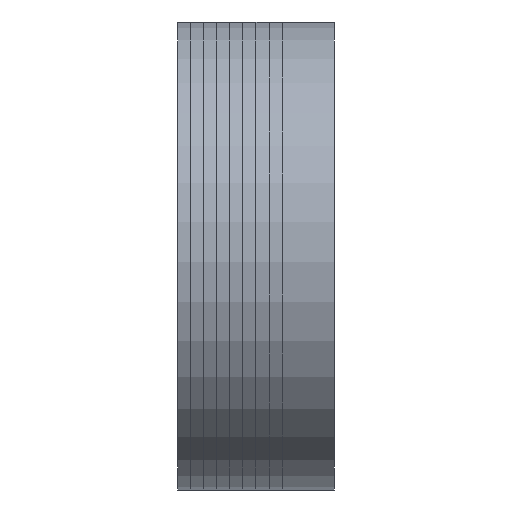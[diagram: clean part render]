
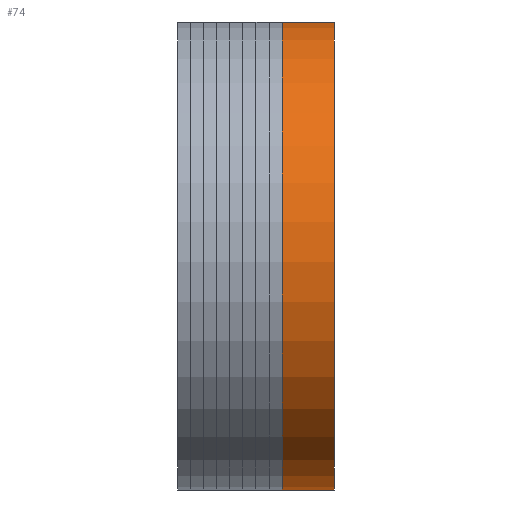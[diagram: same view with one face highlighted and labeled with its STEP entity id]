
A CAD part, left-side view. The second image highlights one B-rep face of the part: STEP entity #74.
In plain terms, the highlighted cylindrical face has radius 9 mm (diameter 18 mm), a partial arc.
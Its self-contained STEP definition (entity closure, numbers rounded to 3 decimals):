
#74 = ADVANCED_FACE ( 'NONE', ( #760 ), #2270, .T. ) ;
#115 = EDGE_CURVE ( 'NONE', #2319, #780, #2343, .T. ) ;
#125 = EDGE_CURVE ( 'NONE', #780, #2142, #1096, .T. ) ;
#189 = ORIENTED_EDGE ( 'NONE', *, *, #115, .T. ) ;
#320 = VECTOR ( 'NONE', #1122, 1000. ) ;
#410 = ORIENTED_EDGE ( 'NONE', *, *, #940, .F. ) ;
#571 = EDGE_LOOP ( 'NONE', ( #410, #1968, #189, #1402 ) ) ;
#580 = CARTESIAN_POINT ( 'NONE',  ( 0., 2., -9. ) ) ;
#629 = AXIS2_PLACEMENT_3D ( 'NONE', #1481, #1287, #1310 ) ;
#688 = CARTESIAN_POINT ( 'NONE',  ( -0.5, 0., 8.986 ) ) ;
#699 = VERTEX_POINT ( 'NONE', #2302 ) ;
#760 = FACE_OUTER_BOUND ( 'NONE', #571, .T. ) ;
#780 = VERTEX_POINT ( 'NONE', #688 ) ;
#938 = LINE ( 'NONE', #580, #1956 ) ;
#940 = EDGE_CURVE ( 'NONE', #699, #2142, #1442, .T. ) ;
#977 = CARTESIAN_POINT ( 'NONE',  ( 0., 0., -9. ) ) ;
#1096 = LINE ( 'NONE', #2071, #320 ) ;
#1121 = AXIS2_PLACEMENT_3D ( 'NONE', #2284, #2061, #2452 ) ;
#1122 = DIRECTION ( 'NONE',  ( 0., 1., 0. ) ) ;
#1287 = DIRECTION ( 'NONE',  ( 0., 1., 0. ) ) ;
#1299 = DIRECTION ( 'NONE',  ( 0., 0., -1. ) ) ;
#1310 = DIRECTION ( 'NONE',  ( 0., 0., 1. ) ) ;
#1402 = ORIENTED_EDGE ( 'NONE', *, *, #125, .T. ) ;
#1442 = CIRCLE ( 'NONE', #1121, 9. ) ;
#1481 = CARTESIAN_POINT ( 'NONE',  ( 0., 0., 0. ) ) ;
#1612 = CARTESIAN_POINT ( 'NONE',  ( -0.5, 2., 8.986 ) ) ;
#1898 = DIRECTION ( 'NONE',  ( 0., -1., 0. ) ) ;
#1956 = VECTOR ( 'NONE', #2077, 1000. ) ;
#1968 = ORIENTED_EDGE ( 'NONE', *, *, #2383, .T. ) ;
#2035 = CARTESIAN_POINT ( 'NONE',  ( 0., 2., 0. ) ) ;
#2061 = DIRECTION ( 'NONE',  ( 0., 1., 0. ) ) ;
#2071 = CARTESIAN_POINT ( 'NONE',  ( -0.5, 1., 8.986 ) ) ;
#2077 = DIRECTION ( 'NONE',  ( 0., -1., 0. ) ) ;
#2142 = VERTEX_POINT ( 'NONE', #1612 ) ;
#2270 = CYLINDRICAL_SURFACE ( 'NONE', #2451, 9. ) ;
#2284 = CARTESIAN_POINT ( 'NONE',  ( 0., 2., 0. ) ) ;
#2302 = CARTESIAN_POINT ( 'NONE',  ( 0., 2., -9. ) ) ;
#2319 = VERTEX_POINT ( 'NONE', #977 ) ;
#2343 = CIRCLE ( 'NONE', #629, 9. ) ;
#2383 = EDGE_CURVE ( 'NONE', #699, #2319, #938, .T. ) ;
#2451 = AXIS2_PLACEMENT_3D ( 'NONE', #2035, #1898, #1299 ) ;
#2452 = DIRECTION ( 'NONE',  ( 0., 0., 1. ) ) ;
